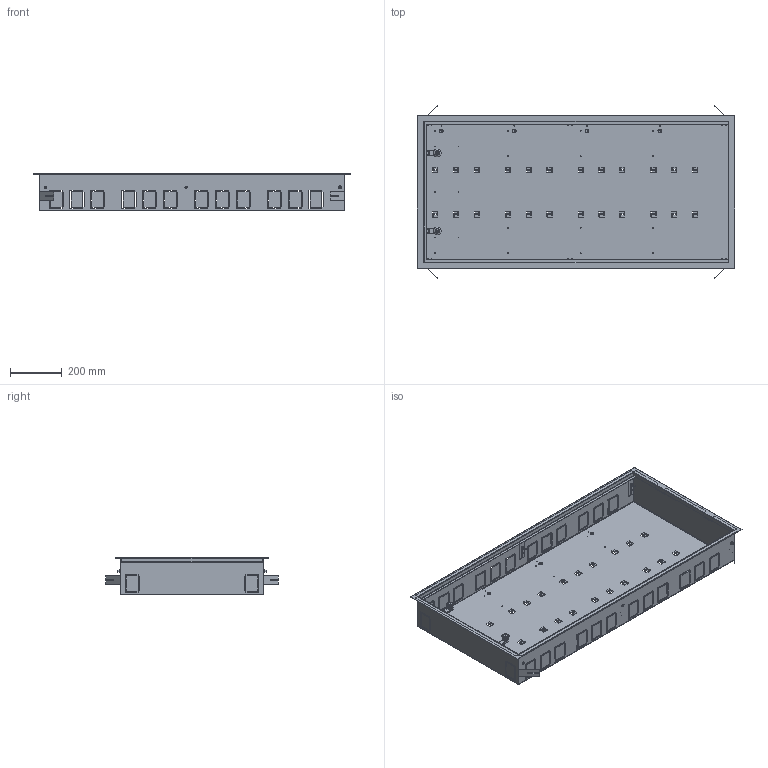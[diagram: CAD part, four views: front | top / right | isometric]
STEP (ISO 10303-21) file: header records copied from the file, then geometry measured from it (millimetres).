
FILE_DESCRIPTION(('CATIA V5 STEP Exchange','CAx-IF Rec.Pracs.--- Model Styling and Organization---1.4--- 2014-01-23','CAx-IF Rec.Pracs.---3D Tessellated Data Validation Properties---0.5---2014-09-14'),'2;1');
FILE_NAME('STEP_700025_-_TST.stp','2020-11-23T08:43:57+00:00',('none'),('none'),'CATIA Version 5-6 Release 2019 SP3','CATIA V5 STEP AP242 v1','none');
FILE_SCHEMA(('AP242_MANAGED_MODEL_BASED_3D_ENGINEERING_MIM_LF {1 0 10303 442 1 1 4}'));
Products named in the file (1): 700025 - TST
Bounding box: 1220 x 665.14 x 143.4 mm (x, y, z)
Volume: 1389666.4 mm3; surface area: 2608639.6 mm2
Topology: 3 solids, 3 shells, 2172 faces, 6102 edges, 3944 vertices
Faces by surface type: plane 1122, cylinder 791, torus 132, bspline 79, sphere 24, cone 24
Entity records: 76227 total; most frequent: CARTESIAN_POINT 24082, ORIENTED_EDGE 12164, DIRECTION 8125, EDGE_CURVE 6082, VERTEX_POINT 3944, VECTOR 3705, LINE 3705, AXIS2_PLACEMENT_3D 3047
